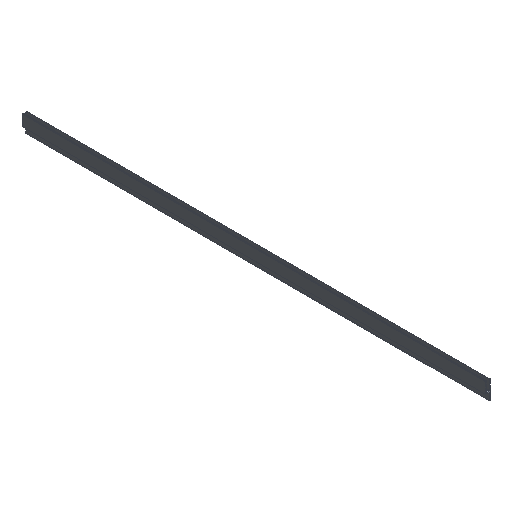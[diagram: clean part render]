
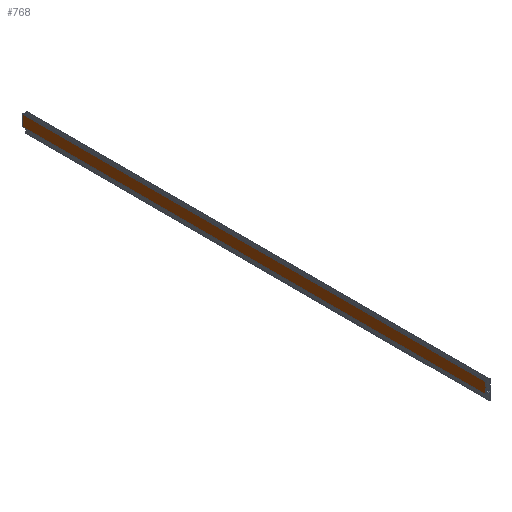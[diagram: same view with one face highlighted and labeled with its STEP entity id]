
A CAD part, isometric view. The second image highlights one B-rep face of the part: STEP entity #768.
In plain terms, the highlighted planar face has unit normal (-1, 0, 0).
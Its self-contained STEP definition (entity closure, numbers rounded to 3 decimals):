
#123 = AXIS2_PLACEMENT_3D ( 'NONE', #1389, #2904, #2349 ) ;
#214 = LINE ( 'NONE', #1703, #3098 ) ;
#278 = VECTOR ( 'NONE', #1429, 1000. ) ;
#290 = ORIENTED_EDGE ( 'NONE', *, *, #2643, .F. ) ;
#445 = CARTESIAN_POINT ( 'NONE',  ( -22.434, 2500., 0. ) ) ;
#589 = EDGE_CURVE ( 'NONE', #3018, #2699, #1725, .T. ) ;
#630 = EDGE_CURVE ( 'NONE', #2699, #2583, #214, .T. ) ;
#679 = CARTESIAN_POINT ( 'NONE',  ( -22.434, 2500., 118.56 ) ) ;
#686 = CARTESIAN_POINT ( 'NONE',  ( -22.434, -2500., 0. ) ) ;
#768 = ADVANCED_FACE ( 'NONE', ( #1855 ), #2852, .F. ) ;
#769 = DIRECTION ( 'NONE',  ( 0., 0., -1. ) ) ;
#789 = EDGE_LOOP ( 'NONE', ( #290, #1116, #1971, #2746 ) ) ;
#1015 = CARTESIAN_POINT ( 'NONE',  ( -22.434, -2500., 119.56 ) ) ;
#1116 = ORIENTED_EDGE ( 'NONE', *, *, #589, .T. ) ;
#1257 = CARTESIAN_POINT ( 'NONE',  ( -22.434, -2500., 0. ) ) ;
#1385 = DIRECTION ( 'NONE',  ( 0., 1., 0. ) ) ;
#1389 = CARTESIAN_POINT ( 'NONE',  ( -22.434, -2500., 119.56 ) ) ;
#1429 = DIRECTION ( 'NONE',  ( 0., 1., 0. ) ) ;
#1508 = LINE ( 'NONE', #1015, #2609 ) ;
#1606 = VERTEX_POINT ( 'NONE', #1257 ) ;
#1703 = CARTESIAN_POINT ( 'NONE',  ( -22.434, 2500., 119.56 ) ) ;
#1725 = LINE ( 'NONE', #679, #278 ) ;
#1819 = CARTESIAN_POINT ( 'NONE',  ( -22.434, 2500., 118.56 ) ) ;
#1855 = FACE_OUTER_BOUND ( 'NONE', #789, .T. ) ;
#1971 = ORIENTED_EDGE ( 'NONE', *, *, #630, .T. ) ;
#1986 = DIRECTION ( 'NONE',  ( 0., 0., -1. ) ) ;
#2349 = DIRECTION ( 'NONE',  ( 0., 0., -1. ) ) ;
#2583 = VERTEX_POINT ( 'NONE', #445 ) ;
#2609 = VECTOR ( 'NONE', #769, 1000. ) ;
#2639 = CARTESIAN_POINT ( 'NONE',  ( -22.434, -2500., 118.56 ) ) ;
#2643 = EDGE_CURVE ( 'NONE', #3018, #1606, #1508, .T. ) ;
#2699 = VERTEX_POINT ( 'NONE', #1819 ) ;
#2746 = ORIENTED_EDGE ( 'NONE', *, *, #3036, .F. ) ;
#2852 = PLANE ( 'NONE',  #123 ) ;
#2904 = DIRECTION ( 'NONE',  ( 1., 0., 0. ) ) ;
#2937 = LINE ( 'NONE', #686, #3186 ) ;
#3018 = VERTEX_POINT ( 'NONE', #2639 ) ;
#3036 = EDGE_CURVE ( 'NONE', #1606, #2583, #2937, .T. ) ;
#3098 = VECTOR ( 'NONE', #1986, 1000. ) ;
#3186 = VECTOR ( 'NONE', #1385, 1000. ) ;
